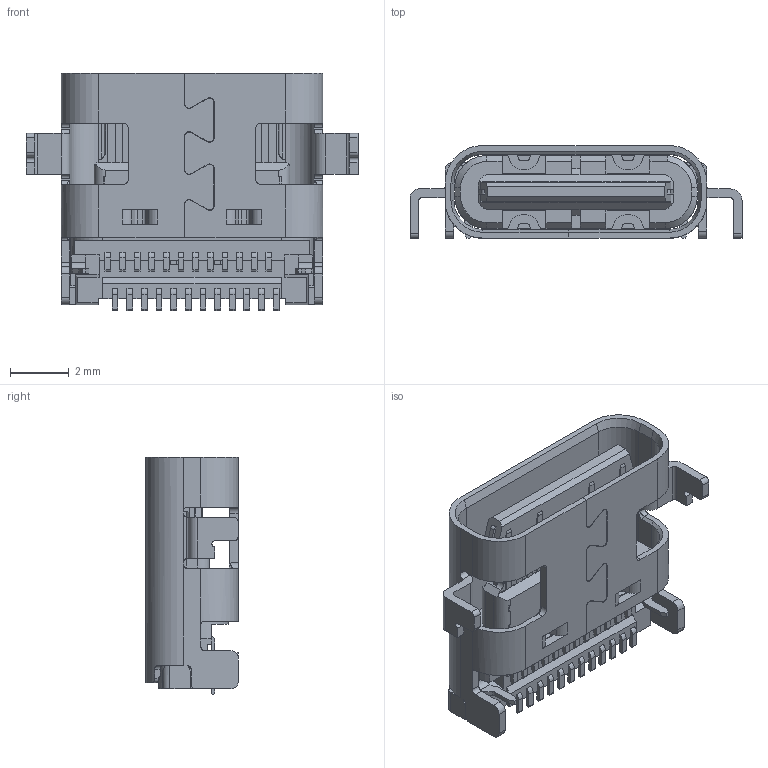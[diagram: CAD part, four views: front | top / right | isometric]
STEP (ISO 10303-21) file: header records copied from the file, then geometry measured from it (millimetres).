
FILE_DESCRIPTION((''),'2;1');
FILE_NAME('2171840001','2021-03-03T',('gga'),(''),'PRO/ENGINEER BY PARAMETRIC TECHNOLOGY CORPORATION, 2016010','PRO/ENGINEER BY PARAMETRIC TECHNOLOGY CORPORATION, 2016010','');
FILE_SCHEMA(('CONFIG_CONTROL_DESIGN'));
Length unit declared in the file: millimetre
Products named in the file (1): 2171840001
Bounding box: 11.34 x 3.16 x 8.1 mm (x, y, z)
Volume: 106.9 mm3; surface area: 523.5 mm2
Topology: 1 solids, 23 shells, 1506 faces, 4361 edges, 2878 vertices
Faces by surface type: plane 1068, cylinder 380, bspline 32, cone 26
Entity records: 50624 total; most frequent: CARTESIAN_POINT 11324, ORIENTED_EDGE 8370, DIRECTION 7637, EDGE_CURVE 4185, VECTOR 3299, LINE 3299, VERTEX_POINT 2702, AXIS2_PLACEMENT_3D 2169
